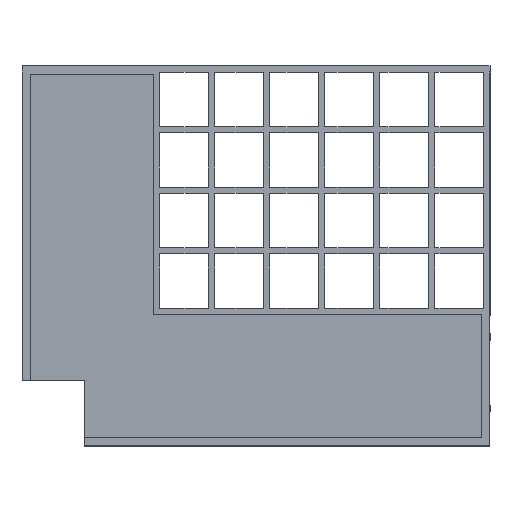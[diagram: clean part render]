
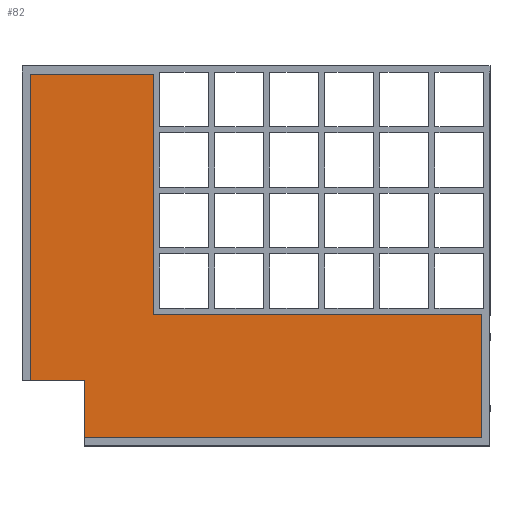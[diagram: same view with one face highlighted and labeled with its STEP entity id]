
A CAD part, top view. The second image highlights one B-rep face of the part: STEP entity #82.
In plain terms, the highlighted planar face has unit normal (0, 0, 1).
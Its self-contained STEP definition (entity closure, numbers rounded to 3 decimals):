
#82=ADVANCED_FACE('',(#228),#2692,.T.);
#228=FACE_OUTER_BOUND('',#374,.T.);
#374=EDGE_LOOP('',(#588,#589,#590,#591,#592,#593,#594,#595,#596,#597));
#588=ORIENTED_EDGE('',*,*,#1789,.F.);
#589=ORIENTED_EDGE('',*,*,#1448,.F.);
#590=ORIENTED_EDGE('',*,*,#1799,.F.);
#591=ORIENTED_EDGE('',*,*,#1791,.F.);
#592=ORIENTED_EDGE('',*,*,#1790,.F.);
#593=ORIENTED_EDGE('',*,*,#1792,.F.);
#594=ORIENTED_EDGE('',*,*,#1451,.F.);
#595=ORIENTED_EDGE('',*,*,#1801,.F.);
#596=ORIENTED_EDGE('',*,*,#1788,.F.);
#597=ORIENTED_EDGE('',*,*,#1787,.F.);
#1448=EDGE_CURVE('',#2348,#2581,#1978,.T.);
#1451=EDGE_CURVE('',#2350,#2584,#1981,.T.);
#1787=EDGE_CURVE('',#2586,#2587,#2317,.T.);
#1788=EDGE_CURVE('',#2587,#2583,#2318,.T.);
#1789=EDGE_CURVE('',#2581,#2586,#2319,.T.);
#1790=EDGE_CURVE('',#2588,#2589,#2320,.T.);
#1791=EDGE_CURVE('',#2589,#2579,#2321,.T.);
#1792=EDGE_CURVE('',#2584,#2588,#2322,.T.);
#1799=EDGE_CURVE('',#2579,#2348,#2329,.T.);
#1801=EDGE_CURVE('',#2583,#2350,#2331,.T.);
#1978=B_SPLINE_CURVE_WITH_KNOTS('',1,(#3382,#3383),.UNSPECIFIED.,.F.,.F.,
(2,2),(-709.4,-548.4),.UNSPECIFIED.);
#1981=B_SPLINE_CURVE_WITH_KNOTS('',1,(#3388,#3389),.UNSPECIFIED.,.F.,.F.,
(2,2),(0.,26.66),.UNSPECIFIED.);
#2317=B_SPLINE_CURVE_WITH_KNOTS('',1,(#4061,#4062),.UNSPECIFIED.,.F.,.F.,
(2,2),(0.,56.4),.UNSPECIFIED.);
#2318=B_SPLINE_CURVE_WITH_KNOTS('',1,(#4063,#4064),.UNSPECIFIED.,.F.,.F.,
(2,2),(56.4,251.14),.UNSPECIFIED.);
#2319=B_SPLINE_CURVE_WITH_KNOTS('',1,(#4065,#4066),.UNSPECIFIED.,.F.,.F.,
(2,2),(522.281,526.281),.UNSPECIFIED.);
#2320=B_SPLINE_CURVE_WITH_KNOTS('',1,(#4067,#4068),.UNSPECIFIED.,.F.,.F.,
(2,2),(-437.429,-291.114),.UNSPECIFIED.);
#2321=B_SPLINE_CURVE_WITH_KNOTS('',1,(#4069,#4070),.UNSPECIFIED.,.F.,.F.,
(2,2),(-60.4,0.),.UNSPECIFIED.);
#2322=B_SPLINE_CURVE_WITH_KNOTS('',1,(#4071,#4072,#4073),.UNSPECIFIED.,
 .F.,.F.,(2,1,2),(-4.,-0.883,0.),
 .UNSPECIFIED.);
#2329=B_SPLINE_CURVE_WITH_KNOTS('',1,(#4087,#4088),.UNSPECIFIED.,.F.,.F.,
(2,2),(-827.2,-709.4),.UNSPECIFIED.);
#2331=B_SPLINE_CURVE_WITH_KNOTS('',1,(#4091,#4092),.UNSPECIFIED.,.F.,.F.,
(2,2),(0.,27.886),.UNSPECIFIED.);
#2348=VERTEX_POINT('',#3096);
#2350=VERTEX_POINT('',#3098);
#2579=VERTEX_POINT('',#3327);
#2581=VERTEX_POINT('',#3329);
#2583=VERTEX_POINT('',#3331);
#2584=VERTEX_POINT('',#3332);
#2586=VERTEX_POINT('',#3334);
#2587=VERTEX_POINT('',#3335);
#2588=VERTEX_POINT('',#3336);
#2589=VERTEX_POINT('',#3337);
#2692=PLANE('',#2842);
#2842=AXIS2_PLACEMENT_3D('',#3092,#2947,$);
#2947=DIRECTION('',(0.,0.,1.));
#3092=CARTESIAN_POINT('',(150.,-67.4,20.));
#3096=CARTESIAN_POINT('',(-15.,-3.,20.));
#3098=CARTESIAN_POINT('',(-48.74,-35.514,20.));
#3327=CARTESIAN_POINT('',(-15.,114.8,20.));
#3329=CARTESIAN_POINT('',(146.,-3.,20.));
#3331=CARTESIAN_POINT('',(-48.74,-63.4,20.));
#3332=CARTESIAN_POINT('',(-75.4,-35.514,20.));
#3334=CARTESIAN_POINT('',(146.,-7.,20.));
#3335=CARTESIAN_POINT('',(146.,-63.4,20.));
#3336=CARTESIAN_POINT('',(-75.4,-31.514,20.));
#3337=CARTESIAN_POINT('',(-75.4,114.8,20.));
#3382=CARTESIAN_POINT('',(-15.,-3.,20.));
#3383=CARTESIAN_POINT('',(146.,-3.,20.));
#3388=CARTESIAN_POINT('',(-48.74,-35.514,20.));
#3389=CARTESIAN_POINT('',(-75.4,-35.514,20.));
#4061=CARTESIAN_POINT('',(146.,-7.,20.));
#4062=CARTESIAN_POINT('',(146.,-63.4,20.));
#4063=CARTESIAN_POINT('',(146.,-63.4,20.));
#4064=CARTESIAN_POINT('',(-48.74,-63.4,20.));
#4065=CARTESIAN_POINT('',(146.,-3.,20.));
#4066=CARTESIAN_POINT('',(146.,-7.,20.));
#4067=CARTESIAN_POINT('',(-75.4,-31.514,20.));
#4068=CARTESIAN_POINT('',(-75.4,114.8,20.));
#4069=CARTESIAN_POINT('',(-75.4,114.8,20.));
#4070=CARTESIAN_POINT('',(-15.,114.8,20.));
#4071=CARTESIAN_POINT('',(-75.4,-35.514,20.));
#4072=CARTESIAN_POINT('',(-75.4,-32.397,20.));
#4073=CARTESIAN_POINT('',(-75.4,-31.514,20.));
#4087=CARTESIAN_POINT('',(-15.,114.8,20.));
#4088=CARTESIAN_POINT('',(-15.,-3.,20.));
#4091=CARTESIAN_POINT('',(-48.74,-63.4,20.));
#4092=CARTESIAN_POINT('',(-48.74,-35.514,20.));
